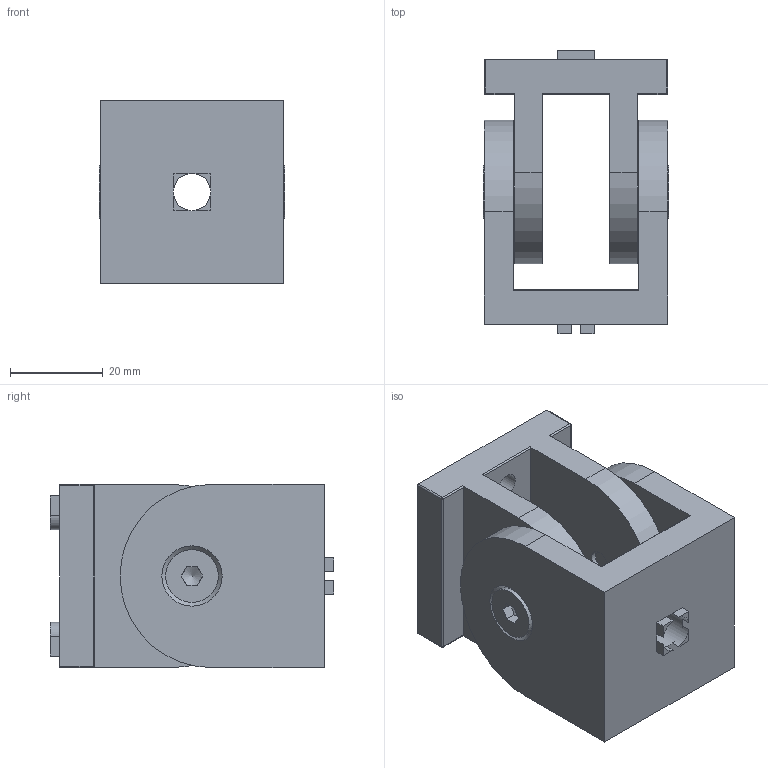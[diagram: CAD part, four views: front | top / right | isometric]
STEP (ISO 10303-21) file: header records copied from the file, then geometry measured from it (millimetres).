
FILE_DESCRIPTION(('STEP AP214'), '1');
FILE_NAME('Øàðíèð 40õ40', '2022-12-21T09:10:48', ('tega'), (''), 'ASCON STEP Converter 1.6', 'ASCON Math Kernel', '');
FILE_SCHEMA(('AUTOMOTIVE_DESIGN { 1 0 10303 214 3 1 1}'));
Length unit declared in the file: millimetre
Products named in the file (4): 001; 002
Assembly tree (4 placements, depth 2):
  (unnamed)
    001
    002
    (unnamed)  x2
Bounding box: 39.94 x 61 x 39.5 mm (x, y, z)
Volume: 53664.5 mm3; surface area: 21821.4 mm2
Topology: 4 solids, 4 shells, 108 faces, 276 edges, 178 vertices
Faces by surface type: plane 58, cylinder 34, cone 8, sphere 4, torus 4
Full cylindrical faces by diameter (mm): 4.917 x2, 5 x2, 6 x4, 8 x1, 8.8 x1, 11.34 x2
Entity records: 3982 total; most frequent: CARTESIAN_POINT 682, DIRECTION 498, ORIENTED_EDGE 442, EDGE_CURVE 221, AXIS2_PLACEMENT_3D 182, VERTEX_POINT 151, LINE 134, VECTOR 134
